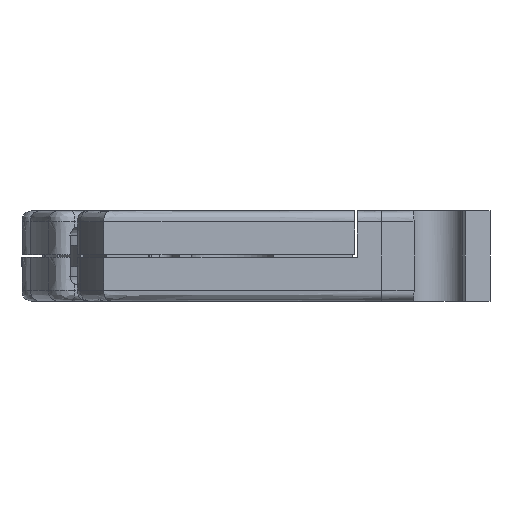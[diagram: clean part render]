
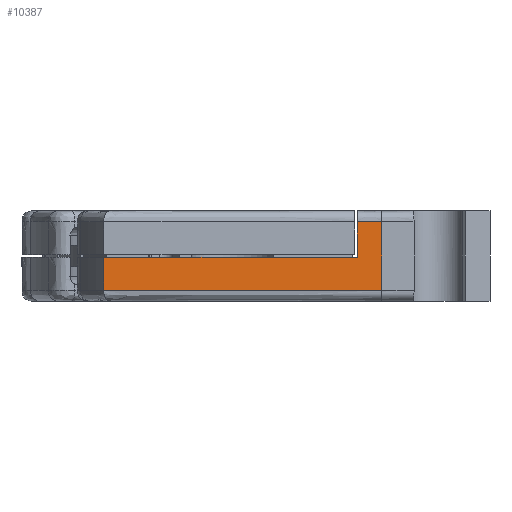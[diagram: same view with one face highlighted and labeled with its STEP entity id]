
A CAD part, left-side view. The second image highlights one B-rep face of the part: STEP entity #10387.
In plain terms, the highlighted planar face has unit normal (-0.997, -0.073, 0).
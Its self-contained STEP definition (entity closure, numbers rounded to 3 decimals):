
#647=PLANE('',#11106);
#931=FACE_OUTER_BOUND('',#1513,.T.);
#1513=EDGE_LOOP('',(#7595,#7596,#7597,#7598,#7599,#7600));
#2242=LINE('',#15511,#3048);
#2246=LINE('',#15522,#3052);
#2251=LINE('',#15772,#3057);
#2252=LINE('',#15774,#3058);
#2253=LINE('',#15776,#3059);
#2254=LINE('',#15777,#3060);
#3048=VECTOR('',#12529,10.);
#3052=VECTOR('',#12539,10.);
#3057=VECTOR('',#12548,10.);
#3058=VECTOR('',#12549,10.);
#3059=VECTOR('',#12550,10.);
#3060=VECTOR('',#12551,10.);
#4328=VERTEX_POINT('',#15354);
#4331=VERTEX_POINT('',#15434);
#4335=VERTEX_POINT('',#15521);
#4340=VERTEX_POINT('',#15771);
#4341=VERTEX_POINT('',#15773);
#4342=VERTEX_POINT('',#15775);
#5540=EDGE_CURVE('',#4331,#4328,#2242,.T.);
#5545=EDGE_CURVE('',#4335,#4328,#2246,.T.);
#5555=EDGE_CURVE('',#4340,#4331,#2251,.F.);
#5556=EDGE_CURVE('',#4341,#4340,#2252,.T.);
#5557=EDGE_CURVE('',#4342,#4341,#2253,.F.);
#5558=EDGE_CURVE('',#4335,#4342,#2254,.T.);
#7595=ORIENTED_EDGE('',*,*,#5540,.F.);
#7596=ORIENTED_EDGE('',*,*,#5555,.F.);
#7597=ORIENTED_EDGE('',*,*,#5556,.F.);
#7598=ORIENTED_EDGE('',*,*,#5557,.F.);
#7599=ORIENTED_EDGE('',*,*,#5558,.F.);
#7600=ORIENTED_EDGE('',*,*,#5545,.T.);
#10387=ADVANCED_FACE('',(#931),#647,.T.);
#11106=AXIS2_PLACEMENT_3D('',#15770,#12546,#12547);
#12529=DIRECTION('',(0.073,-0.997,0.));
#12539=DIRECTION('',(0.,0.,1.));
#12546=DIRECTION('center_axis',(-0.997,-0.073,
0.));
#12547=DIRECTION('ref_axis',(0.073,-0.997,0.));
#12548=DIRECTION('',(0.,0.,-1.));
#12549=DIRECTION('',(0.073,-0.997,0.));
#12550=DIRECTION('',(0.,0.,-1.));
#12551=DIRECTION('',(-0.073,0.997,0.));
#15354=CARTESIAN_POINT('',(-66.176,-24.722,3.3));
#15434=CARTESIAN_POINT('',(-66.309,-22.922,3.3));
#15511=CARTESIAN_POINT('',(-67.223,-10.479,3.3));
#15521=CARTESIAN_POINT('',(-66.176,-24.722,-1.7));
#15522=CARTESIAN_POINT('',(-66.176,-24.722,-2.3));
#15770=CARTESIAN_POINT('Origin',(-67.706,-3.911,-2.3));
#15771=CARTESIAN_POINT('',(-66.309,-22.922,0.7));
#15772=CARTESIAN_POINT('',(-66.309,-22.922,-2.3));
#15773=CARTESIAN_POINT('',(-67.671,-4.386,0.7));
#15774=CARTESIAN_POINT('',(-66.28,-23.308,0.7));
#15775=CARTESIAN_POINT('',(-67.671,-4.386,-1.7));
#15776=CARTESIAN_POINT('',(-67.671,-4.386,-2.3));
#15777=CARTESIAN_POINT('',(-66.28,-23.308,-1.7));
